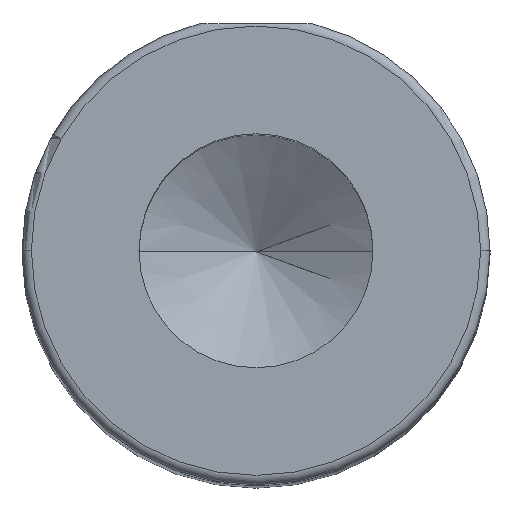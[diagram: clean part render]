
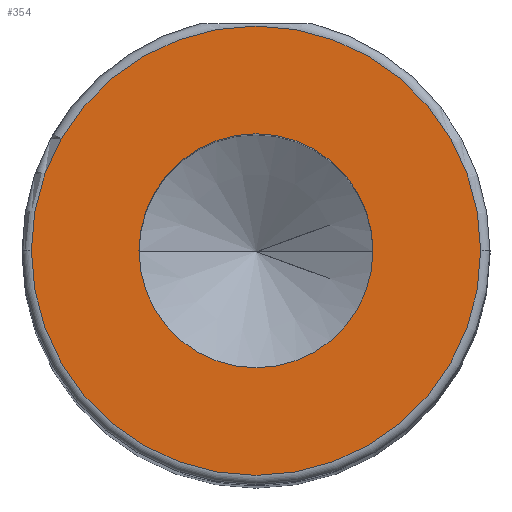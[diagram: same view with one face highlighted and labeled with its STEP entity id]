
A CAD part, top view. The second image highlights one B-rep face of the part: STEP entity #354.
In plain terms, the highlighted planar face has unit normal (0, 0, 1).
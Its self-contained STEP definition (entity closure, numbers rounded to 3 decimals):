
#35 = CIRCLE ( 'NONE', #1124, 4.8 ) ;
#44 = CARTESIAN_POINT ( 'NONE',  ( 2.5, 0., 22.5 ) ) ;
#83 = AXIS2_PLACEMENT_3D ( 'NONE', #1152, #554, #1254 ) ;
#99 = DIRECTION ( 'NONE',  ( 1., 0., 0. ) ) ;
#111 = DIRECTION ( 'NONE',  ( 0., 0., 1. ) ) ;
#131 = EDGE_CURVE ( 'NONE', #1013, #655, #35, .T. ) ;
#153 = EDGE_CURVE ( 'NONE', #565, #211, #798, .T. ) ;
#190 = DIRECTION ( 'NONE',  ( 0., 0., 1. ) ) ;
#192 = CARTESIAN_POINT ( 'NONE',  ( 0., 0., 22.5 ) ) ;
#211 = VERTEX_POINT ( 'NONE', #1126 ) ;
#290 = DIRECTION ( 'NONE',  ( 1., 0., 0. ) ) ;
#293 = DIRECTION ( 'NONE',  ( 0., 0., 1. ) ) ;
#301 = CARTESIAN_POINT ( 'NONE',  ( 0., 0., 22.5 ) ) ;
#354 = ADVANCED_FACE ( 'NONE', ( #875, #903 ), #703, .T. ) ;
#454 = ORIENTED_EDGE ( 'NONE', *, *, #488, .T. ) ;
#488 = EDGE_CURVE ( 'NONE', #655, #1013, #809, .T. ) ;
#506 = CARTESIAN_POINT ( 'NONE',  ( 0., 0., 22.5 ) ) ;
#554 = DIRECTION ( 'NONE',  ( 0., 0., 1. ) ) ;
#565 = VERTEX_POINT ( 'NONE', #44 ) ;
#593 = CARTESIAN_POINT ( 'NONE',  ( 0., 0., 22.5 ) ) ;
#655 = VERTEX_POINT ( 'NONE', #1235 ) ;
#683 = EDGE_LOOP ( 'NONE', ( #1031, #454 ) ) ;
#686 = CIRCLE ( 'NONE', #1117, 2.5 ) ;
#694 = DIRECTION ( 'NONE',  ( 1., 0., 0. ) ) ;
#701 = EDGE_LOOP ( 'NONE', ( #1182, #1090 ) ) ;
#703 = PLANE ( 'NONE',  #834 ) ;
#798 = CIRCLE ( 'NONE', #1070, 2.5 ) ;
#808 = DIRECTION ( 'NONE',  ( 1., 0., 0. ) ) ;
#809 = CIRCLE ( 'NONE', #83, 4.8 ) ;
#834 = AXIS2_PLACEMENT_3D ( 'NONE', #506, #111, #808 ) ;
#875 = FACE_BOUND ( 'NONE', #701, .T. ) ;
#903 = FACE_OUTER_BOUND ( 'NONE', #683, .T. ) ;
#1013 = VERTEX_POINT ( 'NONE', #1177 ) ;
#1031 = ORIENTED_EDGE ( 'NONE', *, *, #131, .T. ) ;
#1070 = AXIS2_PLACEMENT_3D ( 'NONE', #192, #190, #99 ) ;
#1089 = EDGE_CURVE ( 'NONE', #211, #565, #686, .T. ) ;
#1090 = ORIENTED_EDGE ( 'NONE', *, *, #1089, .F. ) ;
#1117 = AXIS2_PLACEMENT_3D ( 'NONE', #593, #1291, #694 ) ;
#1124 = AXIS2_PLACEMENT_3D ( 'NONE', #301, #293, #290 ) ;
#1126 = CARTESIAN_POINT ( 'NONE',  ( -2.5, 0., 22.5 ) ) ;
#1152 = CARTESIAN_POINT ( 'NONE',  ( 0., 0., 22.5 ) ) ;
#1177 = CARTESIAN_POINT ( 'NONE',  ( 4.8, 0., 22.5 ) ) ;
#1182 = ORIENTED_EDGE ( 'NONE', *, *, #153, .F. ) ;
#1235 = CARTESIAN_POINT ( 'NONE',  ( -4.8, 0., 22.5 ) ) ;
#1254 = DIRECTION ( 'NONE',  ( 1., 0., 0. ) ) ;
#1291 = DIRECTION ( 'NONE',  ( 0., 0., 1. ) ) ;
